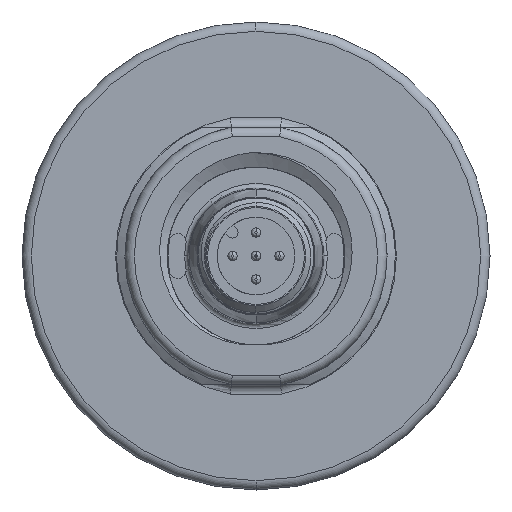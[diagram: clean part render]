
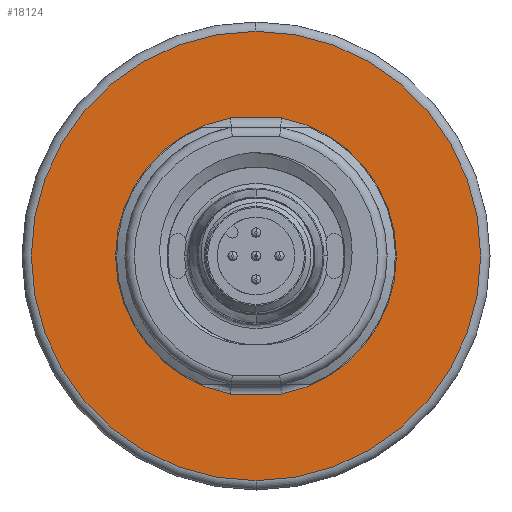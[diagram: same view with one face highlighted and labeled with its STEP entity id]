
A CAD part, front view. The second image highlights one B-rep face of the part: STEP entity #18124.
In plain terms, the highlighted planar face has unit normal (0, -1, 0).
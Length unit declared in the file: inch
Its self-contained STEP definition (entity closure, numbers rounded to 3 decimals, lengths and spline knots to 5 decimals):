
#5348=CARTESIAN_POINT('',(0.,-1.37795,0.));
#5349=DIRECTION('',(0.,1.,0.));
#5350=DIRECTION('',(0.,0.,-1.));
#5351=AXIS2_PLACEMENT_3D('',#5348,#5349,#5350);
#5353=CARTESIAN_POINT('',(0.,-1.37795,0.));
#5354=DIRECTION('',(0.,1.,0.));
#5355=DIRECTION('',(0.,0.,1.));
#5356=AXIS2_PLACEMENT_3D('',#5353,#5354,#5355);
#5358=CARTESIAN_POINT('',(0.,-1.37795,0.));
#5359=DIRECTION('',(0.,-1.,0.));
#5360=DIRECTION('',(-0.182,0.,0.983));
#5361=AXIS2_PLACEMENT_3D('',#5358,#5359,#5360);
#5363=DIRECTION('',(1.,0.,0.));
#5364=VECTOR('',#5363,0.21474);
#5365=CARTESIAN_POINT('',(-0.10737,-1.37795,
-0.58071));
#5366=LINE('',#5365,#5364);
#5367=CARTESIAN_POINT('',(0.,-1.37795,0.));
#5368=DIRECTION('',(0.,-1.,0.));
#5369=DIRECTION('',(0.182,0.,-0.983));
#5370=AXIS2_PLACEMENT_3D('',#5367,#5368,#5369);
#5372=DIRECTION('',(-1.,0.,0.));
#5373=VECTOR('',#5372,0.21474);
#5374=CARTESIAN_POINT('',(0.10737,-1.37795,
0.58071));
#5375=LINE('',#5374,#5373);
#11627=CARTESIAN_POINT('',(-0.10737,-1.37795,
0.58071));
#11628=CARTESIAN_POINT('',(-0.10737,-1.37795,
-0.58071));
#11629=VERTEX_POINT('',#11627);
#11630=VERTEX_POINT('',#11628);
#11635=CARTESIAN_POINT('',(0.10737,-1.37795,
-0.58071));
#11636=CARTESIAN_POINT('',(0.10737,-1.37795,
0.58071));
#11637=VERTEX_POINT('',#11635);
#11638=VERTEX_POINT('',#11636);
#11663=CARTESIAN_POINT('',(0.,-1.37795,-0.94488));
#11664=CARTESIAN_POINT('',(0.,-1.37795,0.94488));
#11665=VERTEX_POINT('',#11663);
#11666=VERTEX_POINT('',#11664);
#18104=CARTESIAN_POINT('',(0.,-1.37795,0.));
#18105=DIRECTION('',(0.,-1.,0.));
#18106=DIRECTION('',(0.,0.,1.));
#18107=AXIS2_PLACEMENT_3D('',#18104,#18105,#18106);
#18108=PLANE('',#18107);
#18110=ORIENTED_EDGE('',*,*,#18109,.T.);
#18112=ORIENTED_EDGE('',*,*,#18111,.T.);
#18113=EDGE_LOOP('',(#18110,#18112));
#18114=FACE_OUTER_BOUND('',#18113,.F.);
#18115=ORIENTED_EDGE('',*,*,#18094,.T.);
#18117=ORIENTED_EDGE('',*,*,#18116,.T.);
#18119=ORIENTED_EDGE('',*,*,#18118,.T.);
#18121=ORIENTED_EDGE('',*,*,#18120,.T.);
#18122=EDGE_LOOP('',(#18115,#18117,#18119,#18121));
#18123=FACE_BOUND('',#18122,.F.);
#18124=ADVANCED_FACE('',(#18114,#18123),#18108,.T.);
#5352=CIRCLE('',#5351,0.94488);
#5357=CIRCLE('',#5356,0.94488);
#5362=CIRCLE('',#5361,0.59055);
#5371=CIRCLE('',#5370,0.59055);
#18094=EDGE_CURVE('',#11629,#11630,#5362,.T.);
#18109=EDGE_CURVE('',#11665,#11666,#5352,.T.);
#18111=EDGE_CURVE('',#11666,#11665,#5357,.T.);
#18116=EDGE_CURVE('',#11630,#11637,#5366,.T.);
#18118=EDGE_CURVE('',#11637,#11638,#5371,.T.);
#18120=EDGE_CURVE('',#11638,#11629,#5375,.T.);
